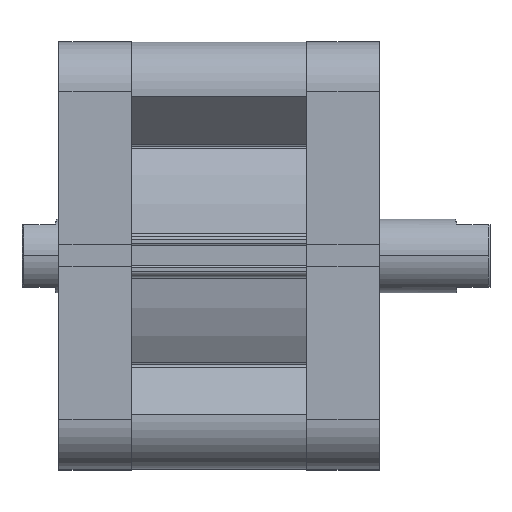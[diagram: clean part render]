
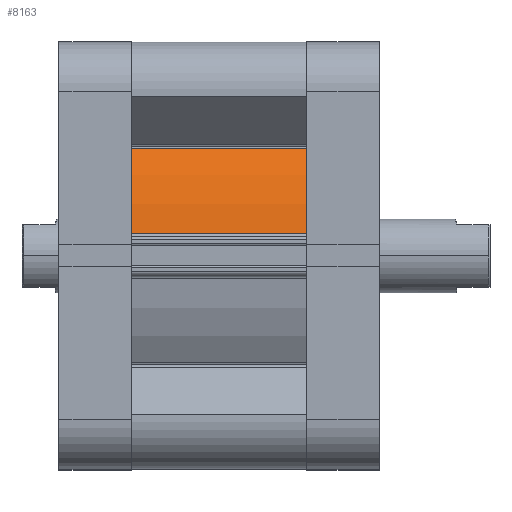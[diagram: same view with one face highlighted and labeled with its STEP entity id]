
A CAD part, top view. The second image highlights one B-rep face of the part: STEP entity #8163.
In plain terms, the highlighted cylindrical face has radius 53.5 mm (diameter 107 mm), a partial arc.
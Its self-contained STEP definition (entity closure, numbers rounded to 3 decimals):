
#884 = CARTESIAN_POINT ( 'NONE',  ( 0., 0., 0. ) ) ;
#890 = DIRECTION ( 'NONE',  ( 0., 0., 1. ) ) ;
#891 = DIRECTION ( 'NONE',  ( 1., 0., 0. ) ) ;
#906 = CARTESIAN_POINT ( 'NONE',  ( 44.961, 28.996, 47.5 ) ) ;
#909 = DIRECTION ( 'NONE',  ( 0., 0., 1. ) ) ;
#911 = CARTESIAN_POINT ( 'NONE',  ( 53.147, 6.135, 47.5 ) ) ;
#912 = CARTESIAN_POINT ( 'NONE',  ( 0., 0., 47.5 ) ) ;
#913 = DIRECTION ( 'NONE',  ( 0., 0., -1. ) ) ;
#914 = DIRECTION ( 'NONE',  ( 1., 0., 0. ) ) ;
#916 = DIRECTION ( 'NONE',  ( 0., 0., 1. ) ) ;
#1615 = CIRCLE ( 'NONE', #7395, 53.5 ) ;
#1622 = LINE ( 'NONE', #911, #1627 ) ;
#1627 = VECTOR ( 'NONE', #913, 1000. ) ;
#1630 = VECTOR ( 'NONE', #916, 1000. ) ;
#1631 = LINE ( 'NONE', #906, #1630 ) ;
#1632 = CIRCLE ( 'NONE', #7404, 53.5 ) ;
#3135 = ORIENTED_EDGE ( 'NONE', *, *, #5335, .F. ) ;
#3136 = ORIENTED_EDGE ( 'NONE', *, *, #5332, .T. ) ;
#3137 = ORIENTED_EDGE ( 'NONE', *, *, #5313, .T. ) ;
#3138 = ORIENTED_EDGE ( 'NONE', *, *, #5337, .T. ) ;
#4031 = CARTESIAN_POINT ( 'NONE',  ( 44.961, 28.996, 0. ) ) ;
#4037 = CARTESIAN_POINT ( 'NONE',  ( 44.961, 28.996, 47.5 ) ) ;
#4040 = CARTESIAN_POINT ( 'NONE',  ( 53.147, 6.135, 47.5 ) ) ;
#4043 = CARTESIAN_POINT ( 'NONE',  ( 53.147, 6.135, 0. ) ) ;
#4729 = FACE_OUTER_BOUND ( 'NONE', #8328, .T. ) ;
#4732 = CYLINDRICAL_SURFACE ( 'NONE', #7717, 53.5 ) ;
#5313 = EDGE_CURVE ( 'NONE', #6448, #6436, #1615, .T. ) ;
#5332 = EDGE_CURVE ( 'NONE', #6445, #6448, #1622, .T. ) ;
#5335 = EDGE_CURVE ( 'NONE', #6445, #6442, #1632, .T. ) ;
#5337 = EDGE_CURVE ( 'NONE', #6436, #6442, #1631, .T. ) ;
#6436 = VERTEX_POINT ( 'NONE', #4031 ) ;
#6442 = VERTEX_POINT ( 'NONE', #4037 ) ;
#6445 = VERTEX_POINT ( 'NONE', #4040 ) ;
#6448 = VERTEX_POINT ( 'NONE', #4043 ) ;
#6809 = DIRECTION ( 'NONE',  ( -1., 0., 0. ) ) ;
#6810 = DIRECTION ( 'NONE',  ( 0., 0., -1. ) ) ;
#6811 = CARTESIAN_POINT ( 'NONE',  ( 0., 0., 47.5 ) ) ;
#7395 = AXIS2_PLACEMENT_3D ( 'NONE', #884, #890, #891 ) ;
#7404 = AXIS2_PLACEMENT_3D ( 'NONE', #912, #909, #914 ) ;
#7717 = AXIS2_PLACEMENT_3D ( 'NONE', #6811, #6810, #6809 ) ;
#8163 = ADVANCED_FACE ( 'NONE', ( #4729 ), #4732, .T. ) ;
#8328 = EDGE_LOOP ( 'NONE', ( #3135, #3136, #3137, #3138 ) ) ;
